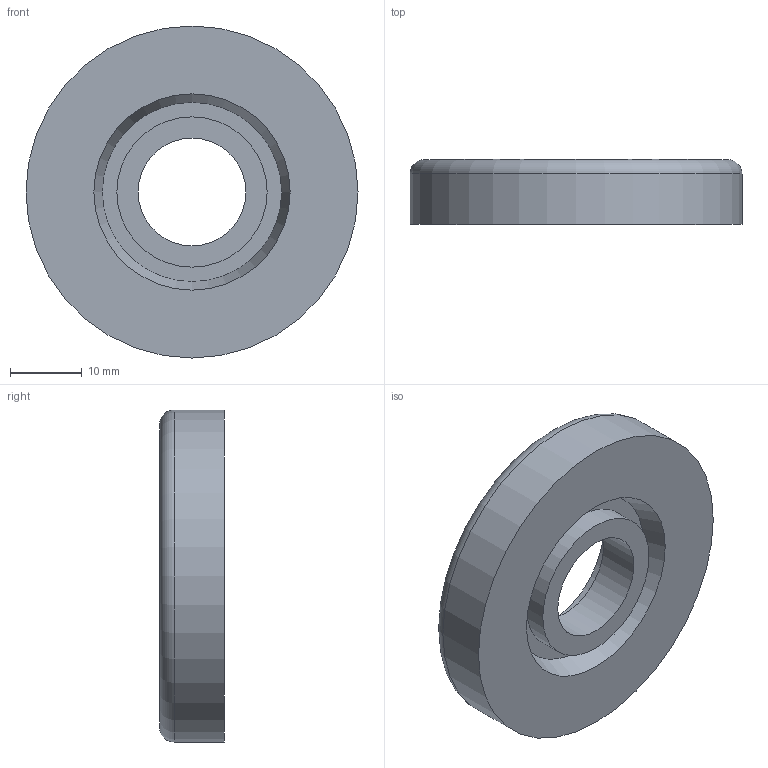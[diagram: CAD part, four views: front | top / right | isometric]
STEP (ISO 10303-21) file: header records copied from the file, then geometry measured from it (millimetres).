
FILE_DESCRIPTION(/* description */ (''),/* implementation_level */ '2;1');
FILE_NAME(/* name */ 'Disco esttico_V7_x1.stp',/* time_stamp */ '2024-11-28T13:27:54Z',/* author */ ('patri'),/* organization */ (''),/* preprocessor_version */ 'ST-DEVELOPER v19.2',/* originating_system */ 'Autodesk Inventor 2024',/* authorisation */ '');
FILE_SCHEMA (('AUTOMOTIVE_DESIGN { 1 0 10303 214 3 1 1 }'));
Length unit declared in the file: millimetre
Products named in the file (1): Encaje agua
Bounding box: 46.2 x 9 x 46.2 mm (x, y, z)
Volume: 10020.7 mm3; surface area: 5603.8 mm2
Topology: 1 solids, 1 shells, 15 faces, 24 edges, 16 vertices
Faces by surface type: plane 7, cylinder 5, cone 2, torus 1
Full cylindrical faces by diameter (mm): 15 x1, 20.9 x1, 21 x1, 40.2 x1, 46.2 x1
Entity records: 402 total; most frequent: DIRECTION 73, CARTESIAN_POINT 56, ORIENTED_EDGE 48, AXIS2_PLACEMENT_3D 33, EDGE_CURVE 24, EDGE_LOOP 22, CIRCLE 17, VERTEX_POINT 16
